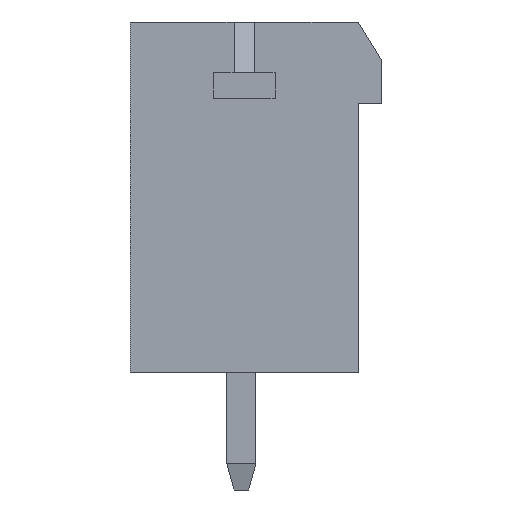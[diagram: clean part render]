
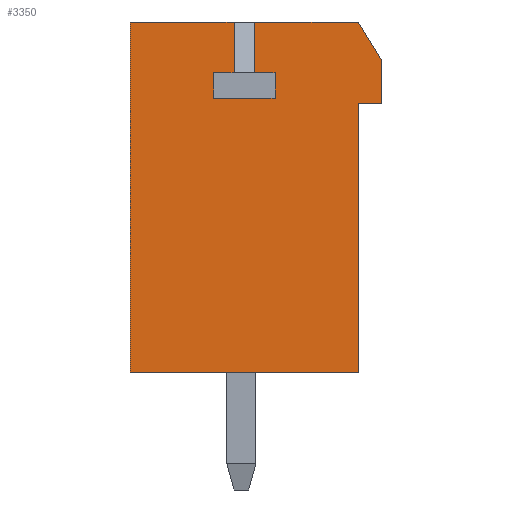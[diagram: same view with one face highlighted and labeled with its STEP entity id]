
A CAD part, left-side view. The second image highlights one B-rep face of the part: STEP entity #3350.
In plain terms, the highlighted planar face has unit normal (-1, 0, 0).
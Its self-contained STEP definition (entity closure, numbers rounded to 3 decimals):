
#82=ORIENTED_EDGE('',*,*,#1060,.T.);
#83=ORIENTED_EDGE('',*,*,#1061,.T.);
#84=ORIENTED_EDGE('',*,*,#1062,.T.);
#85=ORIENTED_EDGE('',*,*,#1063,.T.);
#86=ORIENTED_EDGE('',*,*,#1064,.T.);
#87=ORIENTED_EDGE('',*,*,#1065,.T.);
#88=ORIENTED_EDGE('',*,*,#1066,.T.);
#89=ORIENTED_EDGE('',*,*,#1067,.T.);
#90=ORIENTED_EDGE('',*,*,#1068,.T.);
#91=ORIENTED_EDGE('',*,*,#1069,.T.);
#92=ORIENTED_EDGE('',*,*,#1070,.T.);
#93=ORIENTED_EDGE('',*,*,#1071,.T.);
#94=ORIENTED_EDGE('',*,*,#1072,.T.);
#95=ORIENTED_EDGE('',*,*,#1073,.T.);
#96=ORIENTED_EDGE('',*,*,#1074,.T.);
#1060=EDGE_CURVE('',#1549,#1550,#1871,.T.);
#1061=EDGE_CURVE('',#1550,#1551,#1872,.T.);
#1062=EDGE_CURVE('',#1551,#1552,#1873,.T.);
#1063=EDGE_CURVE('',#1552,#1553,#1874,.T.);
#1064=EDGE_CURVE('',#1553,#1554,#1875,.T.);
#1065=EDGE_CURVE('',#1554,#1555,#1876,.T.);
#1066=EDGE_CURVE('',#1555,#1556,#1877,.T.);
#1067=EDGE_CURVE('',#1556,#1557,#1878,.T.);
#1068=EDGE_CURVE('',#1557,#1558,#1879,.T.);
#1069=EDGE_CURVE('',#1558,#1559,#1880,.T.);
#1070=EDGE_CURVE('',#1559,#1560,#1881,.T.);
#1071=EDGE_CURVE('',#1560,#1561,#1882,.T.);
#1072=EDGE_CURVE('',#1561,#1562,#1883,.T.);
#1073=EDGE_CURVE('',#1562,#1563,#1884,.T.);
#1074=EDGE_CURVE('',#1563,#1549,#1885,.T.);
#1549=VERTEX_POINT('',#4658);
#1550=VERTEX_POINT('',#4659);
#1551=VERTEX_POINT('',#4661);
#1552=VERTEX_POINT('',#4663);
#1553=VERTEX_POINT('',#4665);
#1554=VERTEX_POINT('',#4667);
#1555=VERTEX_POINT('',#4669);
#1556=VERTEX_POINT('',#4671);
#1557=VERTEX_POINT('',#4673);
#1558=VERTEX_POINT('',#4675);
#1559=VERTEX_POINT('',#4677);
#1560=VERTEX_POINT('',#4679);
#1561=VERTEX_POINT('',#4681);
#1562=VERTEX_POINT('',#4683);
#1563=VERTEX_POINT('',#4685);
#1871=LINE('',#4657,#2332);
#1872=LINE('',#4660,#2333);
#1873=LINE('',#4662,#2334);
#1874=LINE('',#4664,#2335);
#1875=LINE('',#4666,#2336);
#1876=LINE('',#4668,#2337);
#1877=LINE('',#4670,#2338);
#1878=LINE('',#4672,#2339);
#1879=LINE('',#4674,#2340);
#1880=LINE('',#4676,#2341);
#1881=LINE('',#4678,#2342);
#1882=LINE('',#4680,#2343);
#1883=LINE('',#4682,#2344);
#1884=LINE('',#4684,#2345);
#1885=LINE('',#4686,#2346);
#2332=VECTOR('',#3772,1000.);
#2333=VECTOR('',#3773,1000.);
#2334=VECTOR('',#3774,1000.);
#2335=VECTOR('',#3775,1000.);
#2336=VECTOR('',#3776,1000.);
#2337=VECTOR('',#3777,1000.);
#2338=VECTOR('',#3778,1000.);
#2339=VECTOR('',#3779,1000.);
#2340=VECTOR('',#3780,1000.);
#2341=VECTOR('',#3781,1000.);
#2342=VECTOR('',#3782,1000.);
#2343=VECTOR('',#3783,1000.);
#2344=VECTOR('',#3784,1000.);
#2345=VECTOR('',#3785,1000.);
#2346=VECTOR('',#3786,1000.);
#2793=EDGE_LOOP('',(#82,#83,#84,#85,#86,#87,#88,#89,#90,#91,#92,#93,#94,
#95,#96));
#2988=FACE_BOUND('',#2793,.T.);
#3183=PLANE('',#3556);
#3350=ADVANCED_FACE('',(#2988),#3183,.T.);
#3556=AXIS2_PLACEMENT_3D('',#4656,#3770,#3771);
#3770=DIRECTION('',(-1.,0.,0.));
#3771=DIRECTION('',(0.,0.,1.));
#3772=DIRECTION('',(0.,1.,0.));
#3773=DIRECTION('',(0.,0.,-1.));
#3774=DIRECTION('',(0.,-1.,0.));
#3775=DIRECTION('',(0.,0.,-1.));
#3776=DIRECTION('',(0.,1.,0.));
#3777=DIRECTION('',(0.,0.,1.));
#3778=DIRECTION('',(0.,-1.,0.));
#3779=DIRECTION('',(0.,0.,1.));
#3780=DIRECTION('',(0.,1.,0.));
#3781=DIRECTION('',(0.,0.,-1.));
#3782=DIRECTION('',(0.,-1.,0.));
#3783=DIRECTION('',(0.,0.,1.));
#3784=DIRECTION('',(0.,-1.,0.));
#3785=DIRECTION('',(0.,0.,1.));
#3786=DIRECTION('',(0.,0.524,0.852));
#4656=CARTESIAN_POINT('',(-11.16,0.,0.));
#4657=CARTESIAN_POINT('',(-11.16,-3.9,6.));
#4658=CARTESIAN_POINT('',(-11.16,-3.9,6.));
#4659=CARTESIAN_POINT('',(-11.16,-0.35,6.));
#4660=CARTESIAN_POINT('',(-11.16,-0.35,6.));
#4661=CARTESIAN_POINT('',(-11.16,-0.35,4.26));
#4662=CARTESIAN_POINT('',(-11.16,-0.35,4.26));
#4663=CARTESIAN_POINT('',(-11.16,-1.051,4.26));
#4664=CARTESIAN_POINT('',(-11.16,-1.051,4.26));
#4665=CARTESIAN_POINT('',(-11.16,-1.051,3.4));
#4666=CARTESIAN_POINT('',(-11.16,-1.051,3.4));
#4667=CARTESIAN_POINT('',(-11.16,1.051,3.4));
#4668=CARTESIAN_POINT('',(-11.16,1.051,3.4));
#4669=CARTESIAN_POINT('',(-11.16,1.051,4.26));
#4670=CARTESIAN_POINT('',(-11.16,1.051,4.26));
#4671=CARTESIAN_POINT('',(-11.16,0.35,4.26));
#4672=CARTESIAN_POINT('',(-11.16,0.35,4.26));
#4673=CARTESIAN_POINT('',(-11.16,0.35,6.));
#4674=CARTESIAN_POINT('',(-11.16,-3.9,6.));
#4675=CARTESIAN_POINT('',(-11.16,3.9,6.));
#4676=CARTESIAN_POINT('',(-11.16,3.9,6.));
#4677=CARTESIAN_POINT('',(-11.16,3.9,-6.));
#4678=CARTESIAN_POINT('',(-11.16,3.9,-6.));
#4679=CARTESIAN_POINT('',(-11.16,-3.9,-6.));
#4680=CARTESIAN_POINT('',(-11.16,-3.9,-6.));
#4681=CARTESIAN_POINT('',(-11.16,-3.9,3.2));
#4682=CARTESIAN_POINT('',(-11.16,-3.9,3.2));
#4683=CARTESIAN_POINT('',(-11.16,-4.7,3.2));
#4684=CARTESIAN_POINT('',(-11.16,-4.7,3.2));
#4685=CARTESIAN_POINT('',(-11.16,-4.7,4.7));
#4686=CARTESIAN_POINT('',(-11.16,-4.7,4.7));
